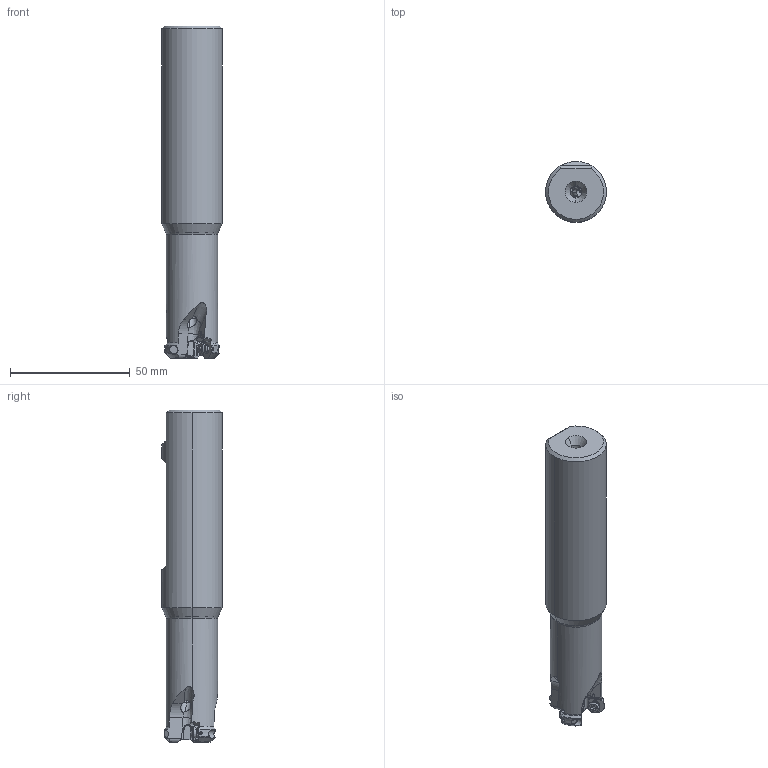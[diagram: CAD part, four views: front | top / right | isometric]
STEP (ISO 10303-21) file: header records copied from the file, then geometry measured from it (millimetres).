
FILE_DESCRIPTION(/* description */ (''),/* implementation_level */ '2;1');
FILE_NAME(/* name */ 'ARP5UPR1603FA16M.stp',/* time_stamp */ '2017-10-10T11:40:34+09:00',/* author */ (''),/* organization */ (''),/* preprocessor_version */ 'ST-DEVELOPER v16',/* originating_system */ 'SIEMENS PLM Software NX 10.0',/* authorisation */ '');
FILE_SCHEMA (('AUTOMOTIVE_DESIGN { 1 0 10303 214 3 1 1 1 }'));
Length unit declared in the file: millimetre
Products named in the file (1): ARP5UPR1603FA16M_ASM
Bounding box: 25.4 x 25.4 x 138.73 mm (x, y, z)
Volume: 55474.4 mm3; surface area: 14006.6 mm2
Topology: 4 solids, 4 shells, 386 faces, 1040 edges, 654 vertices
Faces by surface type: cylinder 137, plane 89, cone 50, torus 50, bspline 27, sphere 21, extrusion 12
Entity records: 17792 total; most frequent: CARTESIAN_POINT 8546, ORIENTED_EDGE 2046, DIRECTION 1736, EDGE_CURVE 1023, AXIS2_PLACEMENT_3D 700, VERTEX_POINT 654, EDGE_LOOP 407, ADVANCED_FACE 386
